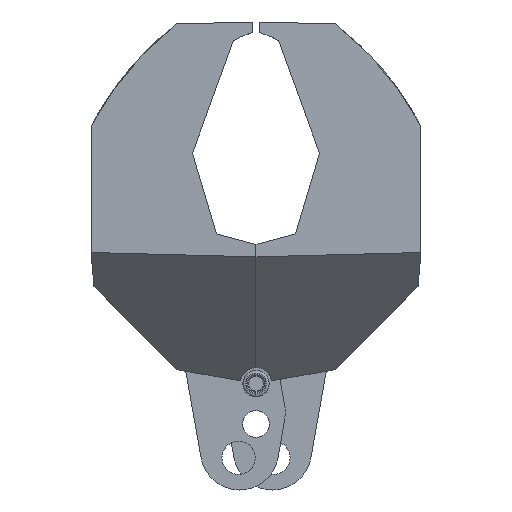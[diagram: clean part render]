
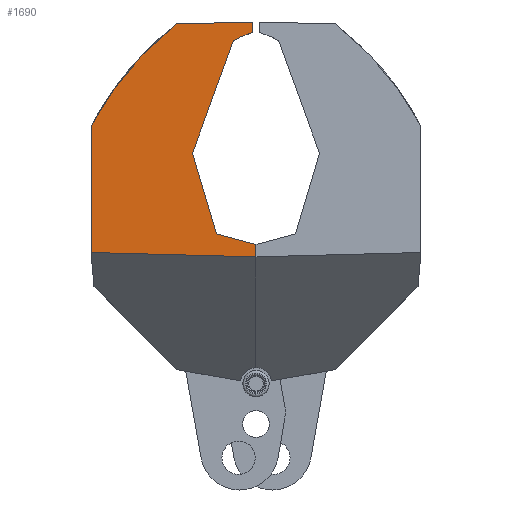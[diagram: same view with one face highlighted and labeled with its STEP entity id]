
A CAD part, left-side view. The second image highlights one B-rep face of the part: STEP entity #1690.
In plain terms, the highlighted planar face has unit normal (-1, 0.026, 0).
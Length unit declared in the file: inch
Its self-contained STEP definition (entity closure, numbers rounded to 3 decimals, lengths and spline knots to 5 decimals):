
#423=LINE('',#6973,#839);
#424=LINE('',#6976,#840);
#439=LINE('',#7021,#855);
#510=LINE('',#7406,#926);
#514=LINE('',#7415,#930);
#515=LINE('',#7417,#931);
#516=LINE('',#7420,#932);
#517=LINE('',#7421,#933);
#839=VECTOR('',#5619,1.);
#840=VECTOR('',#5624,1.);
#855=VECTOR('',#5667,1.);
#926=VECTOR('',#5888,1.);
#930=VECTOR('',#5898,1.);
#931=VECTOR('',#5901,1.);
#932=VECTOR('',#5902,1.);
#933=VECTOR('',#5903,1.);
#1223=ELLIPSE('',#5101,3.00103,3.);
#1232=ELLIPSE('',#5135,0.75026,0.75);
#1395=FACE_OUTER_BOUND('',#2266,.T.);
#1690=ADVANCED_FACE('',(#1395),#1917,.T.);
#1917=PLANE('',#5163);
#2266=EDGE_LOOP('',(#2843,#2844,#2845,#2846,#2847,#2848,#2849,#2850,#2851,
#2852));
#2843=ORIENTED_EDGE('',*,*,#4524,.T.);
#2844=ORIENTED_EDGE('',*,*,#4525,.T.);
#2845=ORIENTED_EDGE('',*,*,#4472,.T.);
#2846=ORIENTED_EDGE('',*,*,#4518,.T.);
#2847=ORIENTED_EDGE('',*,*,#4523,.T.);
#2848=ORIENTED_EDGE('',*,*,#4409,.T.);
#2849=ORIENTED_EDGE('',*,*,#4374,.F.);
#2850=ORIENTED_EDGE('',*,*,#4351,.T.);
#2851=ORIENTED_EDGE('',*,*,#4349,.T.);
#2852=ORIENTED_EDGE('',*,*,#4526,.T.);
#3884=VERTEX_POINT('',#6963);
#3889=VERTEX_POINT('',#6972);
#3890=VERTEX_POINT('',#6977);
#3906=VERTEX_POINT('',#7022);
#3939=VERTEX_POINT('',#7095);
#3988=VERTEX_POINT('',#7225);
#3989=VERTEX_POINT('',#7227);
#4024=VERTEX_POINT('',#7405);
#4027=VERTEX_POINT('',#7418);
#4028=VERTEX_POINT('',#7419);
#4349=EDGE_CURVE('',#3884,#3889,#423,.T.);
#4351=EDGE_CURVE('',#3890,#3884,#424,.T.);
#4374=EDGE_CURVE('',#3890,#3906,#439,.T.);
#4409=EDGE_CURVE('',#3939,#3906,#1223,.T.);
#4472=EDGE_CURVE('',#3989,#3988,#1232,.T.);
#4518=EDGE_CURVE('',#3988,#4024,#510,.T.);
#4523=EDGE_CURVE('',#4024,#3939,#514,.T.);
#4524=EDGE_CURVE('',#4027,#4028,#515,.T.);
#4525=EDGE_CURVE('',#4028,#3989,#516,.T.);
#4526=EDGE_CURVE('',#3889,#4027,#517,.T.);
#5101=AXIS2_PLACEMENT_3D('',#7094,#5720,#5721);
#5135=AXIS2_PLACEMENT_3D('',#7226,#5824,#5825);
#5163=AXIS2_PLACEMENT_3D('',#7422,#5904,#5905);
#5619=DIRECTION('',(0.,0.,1.));
#5624=DIRECTION('',(-0.026,-0.999,-0.026));
#5667=DIRECTION('',(0.,0.,1.));
#5720=DIRECTION('',(-1.,0.026,0.));
#5721=DIRECTION('',(-0.026,-1.,0.));
#5824=DIRECTION('',(1.,-0.026,0.));
#5825=DIRECTION('',(-0.026,-1.,0.));
#5888=DIRECTION('',(0.,0.,1.));
#5898=DIRECTION('',(0.026,0.999,-0.026));
#5901=DIRECTION('',(0.007,0.283,0.959));
#5902=DIRECTION('',(-0.009,-0.342,0.94));
#5903=DIRECTION('',(0.025,0.966,0.259));
#5904=DIRECTION('',(-1.,0.026,0.));
#5905=DIRECTION('',(0.026,1.,0.));
#6963=CARTESIAN_POINT('',(-1.675,0.665,1.08315));
#6972=CARTESIAN_POINT('',(-1.675,0.665,1.19973));
#6973=CARTESIAN_POINT('',(-1.675,0.665,2.64829));
#6976=CARTESIAN_POINT('',(-1.67582,0.63361,1.08233));
#6977=CARTESIAN_POINT('',(-1.63408,2.2275,1.12407));
#7021=CARTESIAN_POINT('',(-1.63408,2.2275,2.64829));
#7022=CARTESIAN_POINT('',(-1.63408,2.2275,2.32004));
#7094=CARTESIAN_POINT('',(-1.7036,-0.4273,0.92289));
#7095=CARTESIAN_POINT('',(-1.65527,1.41828,3.28802));
#7225=CARTESIAN_POINT('',(-1.67418,0.69625,3.20657));
#7226=CARTESIAN_POINT('',(-1.67931,0.50026,2.48263));
#7227=CARTESIAN_POINT('',(-1.6694,0.87882,3.13009));
#7405=CARTESIAN_POINT('',(-1.67418,0.69625,3.30692));
#7406=CARTESIAN_POINT('',(-1.67418,0.69625,2.64829));
#7415=CARTESIAN_POINT('',(-1.67265,0.75456,3.3054));
#7417=CARTESIAN_POINT('',(-1.67606,0.62463,-0.10532));
#7418=CARTESIAN_POINT('',(-1.66518,1.04,1.30021));
#7419=CARTESIAN_POINT('',(-1.65926,1.26622,2.0657));
#7420=CARTESIAN_POINT('',(-1.64273,1.89739,0.3316));
#7421=CARTESIAN_POINT('',(-1.68362,0.33596,1.11156));
#7422=CARTESIAN_POINT('',(-1.675,0.665,-0.11726));
